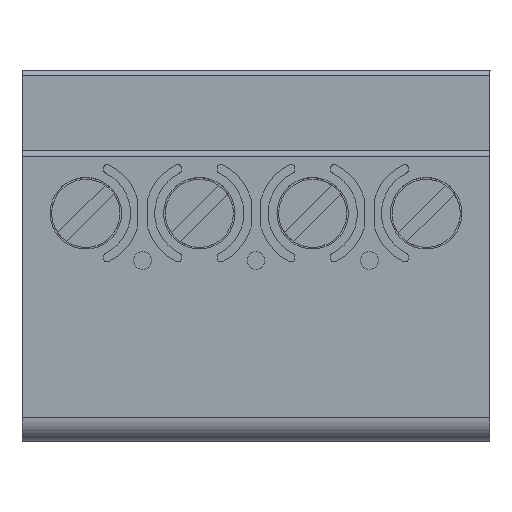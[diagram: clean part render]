
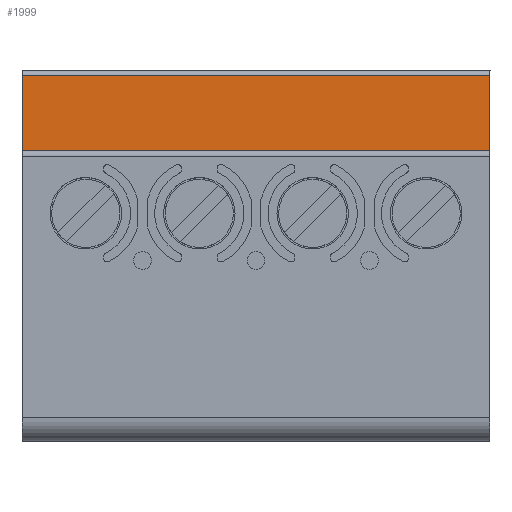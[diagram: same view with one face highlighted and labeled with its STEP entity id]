
A CAD part, top view. The second image highlights one B-rep face of the part: STEP entity #1999.
In plain terms, the highlighted planar face has unit normal (0, 0, 1).
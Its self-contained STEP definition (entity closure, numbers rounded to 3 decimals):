
#1999=ADVANCED_FACE('',(#5145),#5146,.F.);
#5145=FACE_OUTER_BOUND('',#9485,.T.);
#5146=PLANE('',#9486);
#9485=EDGE_LOOP('',(#15426,#15427,#15428,#15429));
#9486=AXIS2_PLACEMENT_3D('',#15430,#15431,#15432);
#15426=ORIENTED_EDGE('',*,*,#27481,.F.);
#15427=ORIENTED_EDGE('',*,*,#27153,.T.);
#15428=ORIENTED_EDGE('',*,*,#27484,.T.);
#15429=ORIENTED_EDGE('',*,*,#27485,.T.);
#15430=CARTESIAN_POINT('',(-11.675,8.965,21.7));
#15431=DIRECTION('',(0.,0.,-1.0));
#15432=DIRECTION('',(-1.0,0.,0.));
#27153=EDGE_CURVE('',#32721,#32719,#32722,.T.);
#27481=EDGE_CURVE('',#32721,#33252,#33253,.T.);
#27484=EDGE_CURVE('',#32719,#33256,#33257,.T.);
#27485=EDGE_CURVE('',#33256,#33252,#33258,.T.);
#32719=VERTEX_POINT('',#40716);
#32721=VERTEX_POINT('',#40719);
#32722=LINE('',#40720,#40721);
#33252=VERTEX_POINT('',#41596);
#33253=LINE('',#41597,#41598);
#33256=VERTEX_POINT('',#41601);
#33257=LINE('',#41602,#41603);
#33258=LINE('',#41604,#41605);
#40716=CARTESIAN_POINT('',(0.,14.55,21.7));
#40719=CARTESIAN_POINT('',(0.,18.75,21.7));
#40720=CARTESIAN_POINT('',(0.,-33.405,21.7));
#40721=VECTOR('',#53162,1.0);
#41596=CARTESIAN_POINT('',(26.2,18.75,21.7));
#41597=CARTESIAN_POINT('',(-44.05,18.75,21.7));
#41598=VECTOR('',#53676,1.0);
#41601=CARTESIAN_POINT('',(26.2,14.55,21.7));
#41602=CARTESIAN_POINT('',(-44.05,14.55,21.7));
#41603=VECTOR('',#53680,1.0);
#41604=CARTESIAN_POINT('',(26.2,-33.405,21.7));
#41605=VECTOR('',#53681,1.0);
#53162=DIRECTION('',(0.,-1.0,0.));
#53676=DIRECTION('',(1.0,0.,0.));
#53680=DIRECTION('',(1.0,0.,0.));
#53681=DIRECTION('',(0.,1.0,0.));
